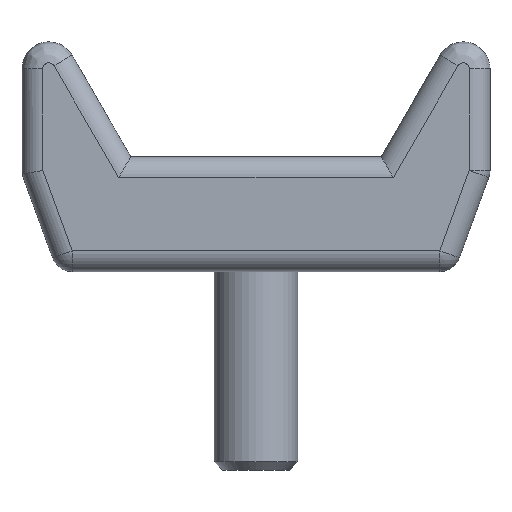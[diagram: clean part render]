
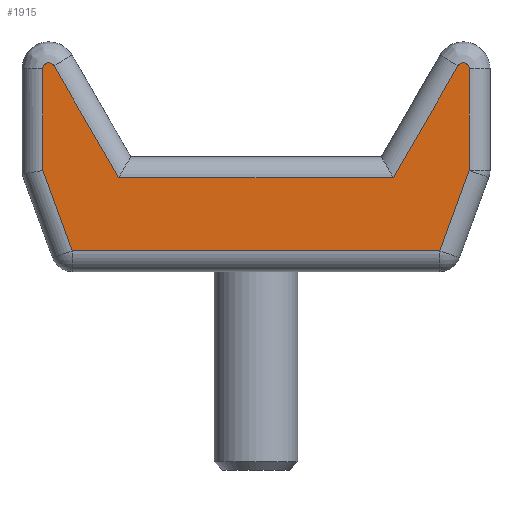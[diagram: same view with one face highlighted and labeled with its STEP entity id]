
A CAD part, front view. The second image highlights one B-rep face of the part: STEP entity #1915.
In plain terms, the highlighted planar face has unit normal (0, -1, 0).
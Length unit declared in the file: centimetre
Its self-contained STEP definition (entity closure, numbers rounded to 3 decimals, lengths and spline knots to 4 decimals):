
#73=PLANE('',#2069);
#174=LINE('',#3210,#324);
#175=LINE('',#3212,#325);
#176=LINE('',#3214,#326);
#177=LINE('',#3218,#327);
#178=LINE('',#3220,#328);
#179=LINE('',#3222,#329);
#180=LINE('',#3224,#330);
#181=LINE('',#3225,#331);
#324=VECTOR('',#2427,1000.);
#325=VECTOR('',#2428,1000.);
#326=VECTOR('',#2429,1000.);
#327=VECTOR('',#2432,1000.);
#328=VECTOR('',#2433,1000.);
#329=VECTOR('',#2434,1000.);
#330=VECTOR('',#2435,1000.);
#331=VECTOR('',#2436,1000.);
#474=FACE_OUTER_BOUND('',#604,.T.);
#604=EDGE_LOOP('',(#1434,#1435,#1436,#1437,#1438,#1439,#1440,#1441,#1442,
#1443));
#738=CIRCLE('',#2070,0.2835);
#739=CIRCLE('',#2071,0.2835);
#944=VERTEX_POINT('',#3206);
#945=VERTEX_POINT('',#3207);
#946=VERTEX_POINT('',#3209);
#947=VERTEX_POINT('',#3211);
#948=VERTEX_POINT('',#3213);
#949=VERTEX_POINT('',#3215);
#950=VERTEX_POINT('',#3217);
#951=VERTEX_POINT('',#3219);
#952=VERTEX_POINT('',#3221);
#953=VERTEX_POINT('',#3223);
#1125=EDGE_CURVE('',#944,#945,#738,.T.);
#1126=EDGE_CURVE('',#945,#946,#174,.T.);
#1127=EDGE_CURVE('',#946,#947,#175,.T.);
#1128=EDGE_CURVE('',#947,#948,#176,.T.);
#1129=EDGE_CURVE('',#948,#949,#739,.T.);
#1130=EDGE_CURVE('',#949,#950,#177,.T.);
#1131=EDGE_CURVE('',#950,#951,#178,.T.);
#1132=EDGE_CURVE('',#951,#952,#179,.T.);
#1133=EDGE_CURVE('',#952,#953,#180,.T.);
#1134=EDGE_CURVE('',#953,#944,#181,.T.);
#1434=ORIENTED_EDGE('',*,*,#1125,.T.);
#1435=ORIENTED_EDGE('',*,*,#1126,.T.);
#1436=ORIENTED_EDGE('',*,*,#1127,.T.);
#1437=ORIENTED_EDGE('',*,*,#1128,.T.);
#1438=ORIENTED_EDGE('',*,*,#1129,.T.);
#1439=ORIENTED_EDGE('',*,*,#1130,.T.);
#1440=ORIENTED_EDGE('',*,*,#1131,.T.);
#1441=ORIENTED_EDGE('',*,*,#1132,.T.);
#1442=ORIENTED_EDGE('',*,*,#1133,.T.);
#1443=ORIENTED_EDGE('',*,*,#1134,.T.);
#1915=ADVANCED_FACE('',(#474),#73,.F.);
#2069=AXIS2_PLACEMENT_3D('',#3205,#2423,#2424);
#2070=AXIS2_PLACEMENT_3D('',#3208,#2425,#2426);
#2071=AXIS2_PLACEMENT_3D('',#3216,#2430,#2431);
#2423=DIRECTION('center_axis',(0.,1.,0.));
#2424=DIRECTION('ref_axis',(1.,0.,0.));
#2425=DIRECTION('center_axis',(0.,-1.,0.));
#2426=DIRECTION('ref_axis',(1.,0.,0.));
#2427=DIRECTION('',(-0.5,0.,-0.866));
#2428=DIRECTION('',(-1.,0.,0.));
#2429=DIRECTION('',(-0.5,0.,0.866));
#2430=DIRECTION('center_axis',(0.,-1.,0.));
#2431=DIRECTION('ref_axis',(1.,0.,0.));
#2432=DIRECTION('',(0.,0.,-1.));
#2433=DIRECTION('',(0.342,0.,-0.94));
#2434=DIRECTION('',(1.,0.,0.));
#2435=DIRECTION('',(0.342,0.,0.94));
#2436=DIRECTION('',(0.,0.,1.));
#3205=CARTESIAN_POINT('Origin',(9.9165,-7.4,9.7165));
#3206=CARTESIAN_POINT('',(10.2,-7.4,9.7165));
#3207=CARTESIAN_POINT('',(9.6709,-7.4,9.8582));
#3208=CARTESIAN_POINT('Origin',(9.9165,-7.4,9.7165));
#3209=CARTESIAN_POINT('',(6.5774,-7.4,4.5));
#3210=CARTESIAN_POINT('',(9.6709,-7.4,9.8582));
#3211=CARTESIAN_POINT('',(-6.5774,-7.4,4.5));
#3212=CARTESIAN_POINT('',(9.9165,-7.4,4.5));
#3213=CARTESIAN_POINT('',(-9.6709,-7.4,9.8582));
#3214=CARTESIAN_POINT('',(-4.7127,-7.4,1.2703));
#3215=CARTESIAN_POINT('',(-10.2,-7.4,9.7165));
#3216=CARTESIAN_POINT('Origin',(-9.9165,-7.4,9.7165));
#3217=CARTESIAN_POINT('',(-10.2,-7.4,4.847));
#3218=CARTESIAN_POINT('',(-10.2,-7.4,9.7165));
#3219=CARTESIAN_POINT('',(-8.7998,-7.4,1.));
#3220=CARTESIAN_POINT('',(-9.4118,-7.4,2.6815));
#3221=CARTESIAN_POINT('',(8.7998,-7.4,1.));
#3222=CARTESIAN_POINT('',(9.9165,-7.4,1.));
#3223=CARTESIAN_POINT('',(10.2,-7.4,4.847));
#3224=CARTESIAN_POINT('',(11.7318,-7.4,9.0557));
#3225=CARTESIAN_POINT('',(10.2,-7.4,9.7165));
